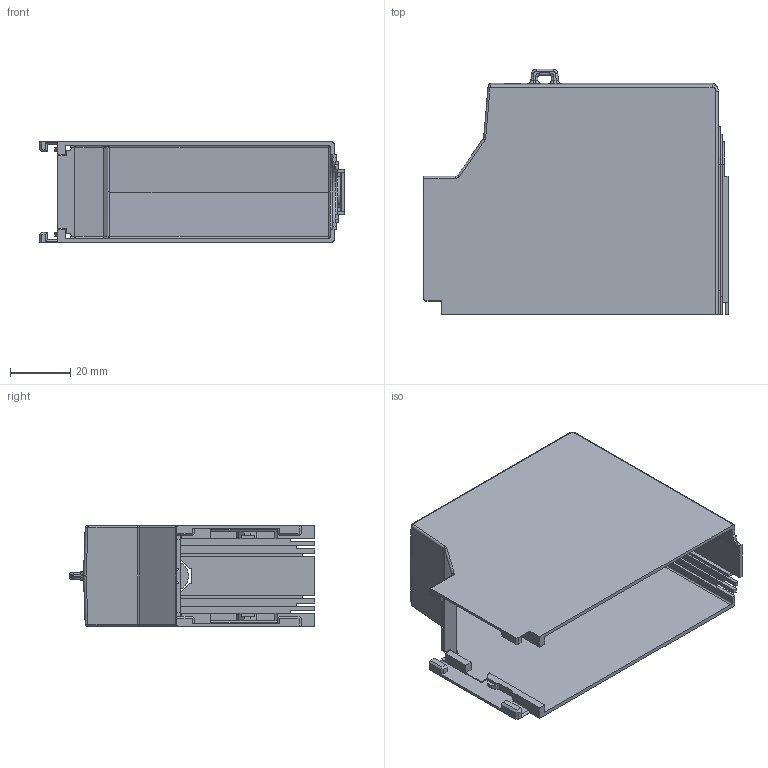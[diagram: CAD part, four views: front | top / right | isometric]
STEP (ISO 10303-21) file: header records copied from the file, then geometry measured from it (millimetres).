
FILE_DESCRIPTION((''),'2;1');
FILE_NAME('LIITINSUOJAT_ASSEMBLY_SW0001','2022-08-10T08:55:13',('FIANLEH10'),(''),'CREO PARAMETRIC BY PTC INC, 2020184','CREO PARAMETRIC BY PTC INC, 2020184','');
FILE_SCHEMA(('AUTOMOTIVE_DESIGN { 1 0 10303 214 1 1 1 1 }'));
Length unit declared in the file: millimetre
Products named in the file (1): LIITINSUOJAT_ASSEMBLY_SW0001
Bounding box: 101.4 x 81.7 x 33.4 mm (x, y, z)
Volume: 25594.8 mm3; surface area: 41168 mm2
Topology: 1 solids, 1 shells, 290 faces, 773 edges, 480 vertices
Faces by surface type: plane 177, cylinder 79, bspline 24, torus 4, cone 4, sphere 2
Entity records: 13777 total; most frequent: CARTESIAN_POINT 4142, ORIENTED_EDGE 1542, DIRECTION 1343, EDGE_CURVE 771, VECTOR 592, LINE 592, VERTEX_POINT 480, AXIS2_PLACEMENT_3D 374
